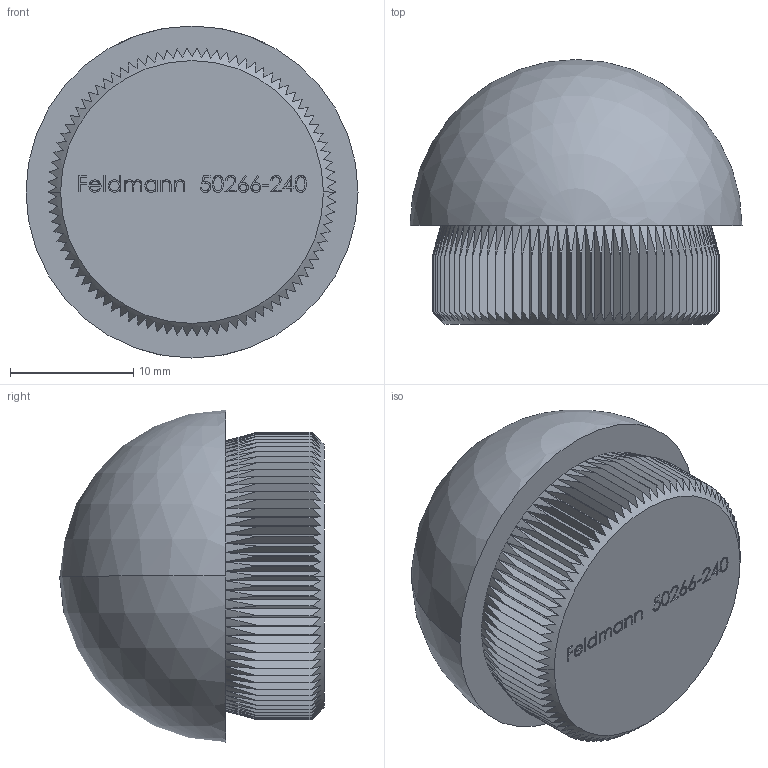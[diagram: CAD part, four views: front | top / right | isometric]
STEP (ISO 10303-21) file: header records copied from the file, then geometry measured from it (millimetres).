
FILE_DESCRIPTION (( 'STEP AP203' ), '1' );
FILE_NAME ('50266-240.step', '2018-10-25T12:00:37', ( '' ), ( '' ), 'SwSTEP 2.0', 'SolidWorks 2015', '' );
FILE_SCHEMA (( 'CONFIG_CONTROL_DESIGN' ));
Length unit declared in the file: millimetre
Products named in the file (1): 50266-240
Bounding box: 26.9 x 21.45 x 26.9 mm (x, y, z)
Volume: 8267.3 mm3; surface area: 2732.8 mm2
Topology: 1 solids, 1 shells, 592 faces, 1515 edges, 949 vertices
Faces by surface type: plane 302, bspline 104, cone 93, cylinder 91, sphere 2
Entity records: 23920 total; most frequent: CARTESIAN_POINT 10795, ORIENTED_EDGE 3022, DIRECTION 2201, EDGE_CURVE 1511, VERTEX_POINT 947, AXIS2_PLACEMENT_3D 769, LINE 663, VECTOR 663
